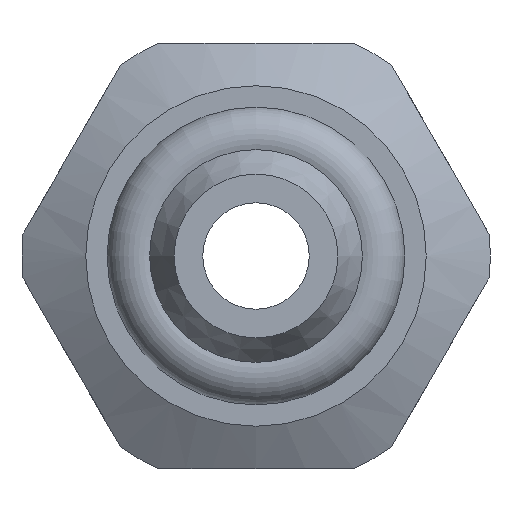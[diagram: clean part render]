
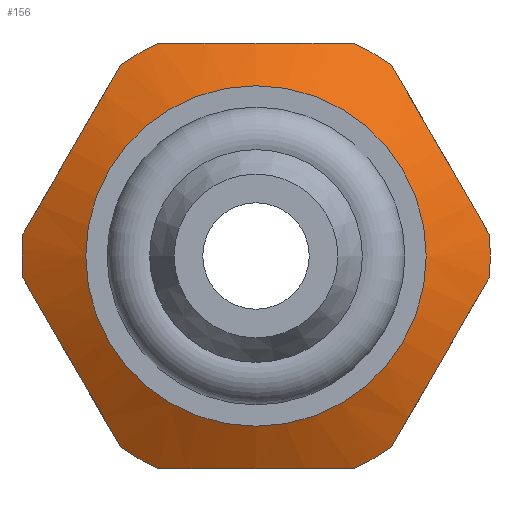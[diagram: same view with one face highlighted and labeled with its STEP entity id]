
A CAD part, front view. The second image highlights one B-rep face of the part: STEP entity #156.
In plain terms, the highlighted conical face has half-angle 60 degrees and reference radius 4 mm.
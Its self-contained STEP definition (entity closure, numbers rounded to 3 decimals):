
#156 = ADVANCED_FACE( 'NONE', ( #234, #235 ), #236, .T. );
#234 = FACE_OUTER_BOUND( '', #343, .T. );
#235 = FACE_BOUND( '', #344, .T. );
#236 = CONICAL_SURFACE( '', #345, 4., 1.047 );
#343 = EDGE_LOOP( '', ( #554, #555, #556, #557, #558, #559, #560, #561, #562, #563, #564, #565, #566, #567 ) );
#344 = EDGE_LOOP( '', ( #568 ) );
#345 = AXIS2_PLACEMENT_3D( '', #569, #570, #571 );
#554 = ORIENTED_EDGE( '', *, *, #723, .F. );
#555 = ORIENTED_EDGE( '', *, *, #722, .F. );
#556 = ORIENTED_EDGE( '', *, *, #729, .T. );
#557 = ORIENTED_EDGE( '', *, *, #681, .F. );
#558 = ORIENTED_EDGE( '', *, *, #718, .T. );
#559 = ORIENTED_EDGE( '', *, *, #697, .F. );
#560 = ORIENTED_EDGE( '', *, *, #730, .T. );
#561 = ORIENTED_EDGE( '', *, *, #674, .F. );
#562 = ORIENTED_EDGE( '', *, *, #673, .F. );
#563 = ORIENTED_EDGE( '', *, *, #703, .T. );
#564 = ORIENTED_EDGE( '', *, *, #668, .F. );
#565 = ORIENTED_EDGE( '', *, *, #731, .T. );
#566 = ORIENTED_EDGE( '', *, *, #690, .F. );
#567 = ORIENTED_EDGE( '', *, *, #732, .T. );
#568 = ORIENTED_EDGE( '', *, *, #733, .F. );
#569 = CARTESIAN_POINT( '', ( 0., 5., 0. ) );
#570 = DIRECTION( '', ( 0., 1., 0. ) );
#571 = DIRECTION( '', ( 0., 0., 1. ) );
#668 = EDGE_CURVE( 'NONE', #743, #745, #746, .T. );
#673 = EDGE_CURVE( 'NONE', #753, #755, #756, .T. );
#674 = EDGE_CURVE( 'NONE', #755, #757, #758, .T. );
#681 = EDGE_CURVE( 'NONE', #767, #769, #770, .T. );
#690 = EDGE_CURVE( 'NONE', #785, #787, #788, .T. );
#697 = EDGE_CURVE( 'NONE', #797, #799, #800, .T. );
#703 = EDGE_CURVE( 'NONE', #753, #745, #808, .T. );
#718 = EDGE_CURVE( 'NONE', #767, #799, #832, .T. );
#722 = EDGE_CURVE( 'NONE', #837, #839, #840, .T. );
#723 = EDGE_CURVE( 'NONE', #839, #841, #842, .T. );
#729 = EDGE_CURVE( 'NONE', #837, #769, #852, .T. );
#730 = EDGE_CURVE( 'NONE', #797, #757, #853, .T. );
#731 = EDGE_CURVE( 'NONE', #743, #787, #854, .T. );
#732 = EDGE_CURVE( 'NONE', #785, #841, #855, .T. );
#733 = EDGE_CURVE( 'NONE', #856, #856, #857, .T. );
#743 = VERTEX_POINT( 'NONE', #877 );
#745 = VERTEX_POINT( 'NONE', #880 );
#746 = B_SPLINE_CURVE_WITH_KNOTS( '', 2, ( #881, #882, #883, #884, #885 ), .UNSPECIFIED., .F., .F., ( 3, 2, 3 ), ( 0., 0.5, 1. ), .UNSPECIFIED. );
#753 = VERTEX_POINT( 'NONE', #901 );
#755 = VERTEX_POINT( 'NONE', #904 );
#756 = B_SPLINE_CURVE_WITH_KNOTS( '', 2, ( #905, #906, #907, #908, #909 ), .UNSPECIFIED., .F., .F., ( 3, 2, 3 ), ( 0., 0.5, 1. ), .UNSPECIFIED. );
#757 = VERTEX_POINT( 'NONE', #910 );
#758 = B_SPLINE_CURVE_WITH_KNOTS( '', 2, ( #911, #912, #913, #914, #915 ), .UNSPECIFIED., .F., .F., ( 3, 2, 3 ), ( 0., 0.5, 1. ), .UNSPECIFIED. );
#767 = VERTEX_POINT( 'NONE', #931 );
#769 = VERTEX_POINT( 'NONE', #934 );
#770 = B_SPLINE_CURVE_WITH_KNOTS( '', 2, ( #935, #936, #937, #938, #939 ), .UNSPECIFIED., .F., .F., ( 3, 2, 3 ), ( 0., 0.5, 1. ), .UNSPECIFIED. );
#785 = VERTEX_POINT( 'NONE', #961 );
#787 = VERTEX_POINT( 'NONE', #964 );
#788 = B_SPLINE_CURVE_WITH_KNOTS( '', 2, ( #965, #966, #967, #968, #969 ), .UNSPECIFIED., .F., .F., ( 3, 2, 3 ), ( 0., 0.5, 1. ), .UNSPECIFIED. );
#797 = VERTEX_POINT( 'NONE', #985 );
#799 = VERTEX_POINT( 'NONE', #988 );
#800 = B_SPLINE_CURVE_WITH_KNOTS( '', 2, ( #989, #990, #991, #992, #993 ), .UNSPECIFIED., .F., .F., ( 3, 2, 3 ), ( 0., 0.5, 1. ), .UNSPECIFIED. );
#808 = CIRCLE( '', #1002, 5.5 );
#832 = CIRCLE( '', #1034, 5.5 );
#837 = VERTEX_POINT( 'NONE', #1039 );
#839 = VERTEX_POINT( 'NONE', #1042 );
#840 = B_SPLINE_CURVE_WITH_KNOTS( '', 2, ( #1043, #1044, #1045, #1046, #1047 ), .UNSPECIFIED., .F., .F., ( 3, 2, 3 ), ( 0., 0.5, 1. ), .UNSPECIFIED. );
#841 = VERTEX_POINT( 'NONE', #1048 );
#842 = B_SPLINE_CURVE_WITH_KNOTS( '', 2, ( #1049, #1050, #1051, #1052, #1053 ), .UNSPECIFIED., .F., .F., ( 3, 2, 3 ), ( 0., 0.5, 1. ), .UNSPECIFIED. );
#852 = CIRCLE( '', #1064, 5.5 );
#853 = CIRCLE( '', #1065, 5.5 );
#854 = CIRCLE( '', #1066, 5.5 );
#855 = CIRCLE( '', #1067, 5.5 );
#856 = VERTEX_POINT( '', #1068 );
#857 = CIRCLE( '', #1069, 4. );
#877 = CARTESIAN_POINT( '', ( 5.476, 5.866, -0.516 ) );
#880 = CARTESIAN_POINT( '', ( 3.184, 5.866, -4.484 ) );
#881 = CARTESIAN_POINT( '', ( 5.476, 5.866, -0.516 ) );
#882 = CARTESIAN_POINT( '', ( 4.878, 5.579, -1.551 ) );
#883 = CARTESIAN_POINT( '', ( 4.334, 5.577, -2.493 ) );
#884 = CARTESIAN_POINT( '', ( 3.787, 5.576, -3.441 ) );
#885 = CARTESIAN_POINT( '', ( 3.184, 5.866, -4.484 ) );
#901 = CARTESIAN_POINT( '', ( 2.291, 5.866, -5. ) );
#904 = CARTESIAN_POINT( '', ( 0., 5.577, -5. ) );
#905 = CARTESIAN_POINT( '', ( 2.291, 5.866, -5. ) );
#906 = CARTESIAN_POINT( '', ( 1.705, 5.725, -5. ) );
#907 = CARTESIAN_POINT( '', ( 1.157, 5.654, -5. ) );
#908 = CARTESIAN_POINT( '', ( 0.572, 5.577, -5. ) );
#909 = CARTESIAN_POINT( '', ( 0., 5.577, -5. ) );
#910 = CARTESIAN_POINT( '', ( -2.291, 5.866, -5. ) );
#911 = CARTESIAN_POINT( '', ( 0., 5.577, -5. ) );
#912 = CARTESIAN_POINT( '', ( -0.567, 5.577, -5. ) );
#913 = CARTESIAN_POINT( '', ( -1.151, 5.653, -5. ) );
#914 = CARTESIAN_POINT( '', ( -1.701, 5.724, -5. ) );
#915 = CARTESIAN_POINT( '', ( -2.291, 5.866, -5. ) );
#931 = CARTESIAN_POINT( '', ( -5.476, 5.866, 0.516 ) );
#934 = CARTESIAN_POINT( '', ( -3.184, 5.866, 4.484 ) );
#935 = CARTESIAN_POINT( '', ( -5.476, 5.866, 0.516 ) );
#936 = CARTESIAN_POINT( '', ( -4.878, 5.579, 1.551 ) );
#937 = CARTESIAN_POINT( '', ( -4.334, 5.577, 2.493 ) );
#938 = CARTESIAN_POINT( '', ( -3.787, 5.576, 3.441 ) );
#939 = CARTESIAN_POINT( '', ( -3.184, 5.866, 4.484 ) );
#961 = CARTESIAN_POINT( '', ( 3.184, 5.866, 4.484 ) );
#964 = CARTESIAN_POINT( '', ( 5.476, 5.866, 0.516 ) );
#965 = CARTESIAN_POINT( '', ( 3.184, 5.866, 4.484 ) );
#966 = CARTESIAN_POINT( '', ( 3.782, 5.579, 3.449 ) );
#967 = CARTESIAN_POINT( '', ( 4.326, 5.577, 2.507 ) );
#968 = CARTESIAN_POINT( '', ( 4.873, 5.576, 1.559 ) );
#969 = CARTESIAN_POINT( '', ( 5.476, 5.866, 0.516 ) );
#985 = CARTESIAN_POINT( '', ( -3.184, 5.866, -4.484 ) );
#988 = CARTESIAN_POINT( '', ( -5.476, 5.866, -0.516 ) );
#989 = CARTESIAN_POINT( '', ( -3.184, 5.866, -4.484 ) );
#990 = CARTESIAN_POINT( '', ( -3.782, 5.579, -3.449 ) );
#991 = CARTESIAN_POINT( '', ( -4.326, 5.577, -2.507 ) );
#992 = CARTESIAN_POINT( '', ( -4.873, 5.576, -1.559 ) );
#993 = CARTESIAN_POINT( '', ( -5.476, 5.866, -0.516 ) );
#1002 = AXIS2_PLACEMENT_3D( '', #1124, #1125, #1126 );
#1034 = AXIS2_PLACEMENT_3D( '', #1163, #1164, #1165 );
#1039 = CARTESIAN_POINT( '', ( -2.291, 5.866, 5. ) );
#1042 = CARTESIAN_POINT( '', ( 0., 5.577, 5. ) );
#1043 = CARTESIAN_POINT( '', ( -2.291, 5.866, 5. ) );
#1044 = CARTESIAN_POINT( '', ( -1.702, 5.724, 5. ) );
#1045 = CARTESIAN_POINT( '', ( -1.151, 5.653, 5. ) );
#1046 = CARTESIAN_POINT( '', ( -0.568, 5.577, 5. ) );
#1047 = CARTESIAN_POINT( '', ( 0., 5.577, 5. ) );
#1048 = CARTESIAN_POINT( '', ( 2.291, 5.866, 5. ) );
#1049 = CARTESIAN_POINT( '', ( 0., 5.577, 5. ) );
#1050 = CARTESIAN_POINT( '', ( 0.571, 5.577, 5. ) );
#1051 = CARTESIAN_POINT( '', ( 1.157, 5.654, 5. ) );
#1052 = CARTESIAN_POINT( '', ( 1.704, 5.725, 5. ) );
#1053 = CARTESIAN_POINT( '', ( 2.291, 5.866, 5. ) );
#1064 = AXIS2_PLACEMENT_3D( '', #1186, #1187, #1188 );
#1065 = AXIS2_PLACEMENT_3D( '', #1189, #1190, #1191 );
#1066 = AXIS2_PLACEMENT_3D( '', #1192, #1193, #1194 );
#1067 = AXIS2_PLACEMENT_3D( '', #1195, #1196, #1197 );
#1068 = CARTESIAN_POINT( '', ( 0., 5., -4. ) );
#1069 = AXIS2_PLACEMENT_3D( '', #1198, #1199, #1200 );
#1124 = CARTESIAN_POINT( '', ( 0., 5.866, 0. ) );
#1125 = DIRECTION( '', ( 0., -1., 0. ) );
#1126 = DIRECTION( '', ( 0., 0., -1. ) );
#1163 = CARTESIAN_POINT( '', ( 0., 5.866, 0. ) );
#1164 = DIRECTION( '', ( 0., -1., 0. ) );
#1165 = DIRECTION( '', ( 0., 0., -1. ) );
#1186 = CARTESIAN_POINT( '', ( 0., 5.866, 0. ) );
#1187 = DIRECTION( '', ( 0., -1., 0. ) );
#1188 = DIRECTION( '', ( 0., 0., -1. ) );
#1189 = CARTESIAN_POINT( '', ( 0., 5.866, 0. ) );
#1190 = DIRECTION( '', ( 0., -1., 0. ) );
#1191 = DIRECTION( '', ( 0., 0., -1. ) );
#1192 = CARTESIAN_POINT( '', ( 0., 5.866, 0. ) );
#1193 = DIRECTION( '', ( 0., -1., 0. ) );
#1194 = DIRECTION( '', ( 0., 0., -1. ) );
#1195 = CARTESIAN_POINT( '', ( 0., 5.866, 0. ) );
#1196 = DIRECTION( '', ( 0., -1., 0. ) );
#1197 = DIRECTION( '', ( 0., 0., -1. ) );
#1198 = CARTESIAN_POINT( '', ( 0., 5., 0. ) );
#1199 = DIRECTION( '', ( 0., -1., 0. ) );
#1200 = DIRECTION( '', ( 0., 0., -1. ) );
